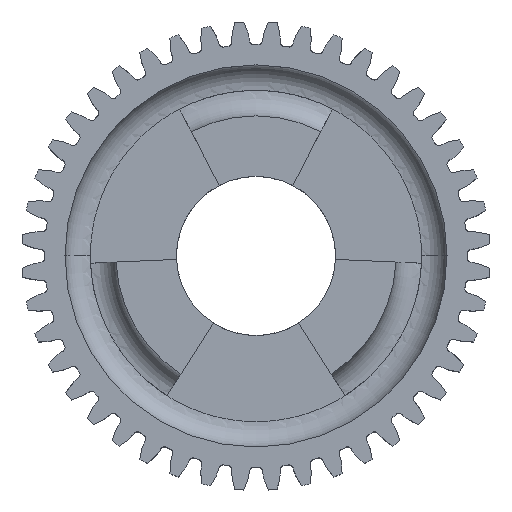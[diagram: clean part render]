
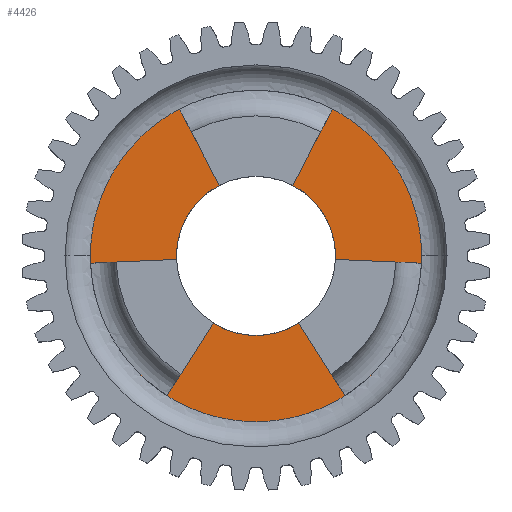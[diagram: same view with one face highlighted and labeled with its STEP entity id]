
A CAD part, top view. The second image highlights one B-rep face of the part: STEP entity #4426.
In plain terms, the highlighted planar face has unit normal (0, 0, 1).
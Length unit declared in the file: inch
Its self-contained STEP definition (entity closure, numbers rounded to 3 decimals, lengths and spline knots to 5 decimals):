
#148 = CIRCLE ( 'NONE', #4860, 0.39063 ) ;
#355 = ORIENTED_EDGE ( 'NONE', *, *, #5596, .F. ) ;
#475 = DIRECTION ( 'NONE',  ( 0.462, 0.887, 0. ) ) ;
#493 = CARTESIAN_POINT ( 'NONE',  ( -0.39063, 0., 0.0375 ) ) ;
#577 = CARTESIAN_POINT ( 'NONE',  ( 0., 0., 0.0375 ) ) ;
#692 = DIRECTION ( 'NONE',  ( -1., 0., 0. ) ) ;
#712 = DIRECTION ( 'NONE',  ( 0., 0., 1. ) ) ;
#716 = CARTESIAN_POINT ( 'NONE',  ( 0., 0., 0.0375 ) ) ;
#819 = CARTESIAN_POINT ( 'NONE',  ( -0.37517, 0.7207, 0.0375 ) ) ;
#867 = CARTESIAN_POINT ( 'NONE',  ( 0.81292, 0., 0.0375 ) ) ;
#1018 = DIRECTION ( 'NONE',  ( 0., 0., -1. ) ) ;
#1070 = VERTEX_POINT ( 'NONE', #7185 ) ;
#1100 = EDGE_CURVE ( 'NONE', #11628, #7951, #8279, .T. ) ;
#1484 = EDGE_CURVE ( 'NONE', #8772, #8861, #7388, .T. ) ;
#1539 = CARTESIAN_POINT ( 'NONE',  ( 0., 0., 0.0375 ) ) ;
#1567 = CIRCLE ( 'NONE', #16154, 0.8125 ) ;
#1576 = EDGE_CURVE ( 'NONE', #17318, #8310, #14784, .T. ) ;
#1914 = DIRECTION ( 'NONE',  ( 0., 0., 1. ) ) ;
#1984 = CARTESIAN_POINT ( 'NONE',  ( 0.20988, -0.32945, 0.0375 ) ) ;
#2003 = CARTESIAN_POINT ( 'NONE',  ( 0., 0., 0.0375 ) ) ;
#2010 = DIRECTION ( 'NONE',  ( -1., 0., 0. ) ) ;
#2012 = CARTESIAN_POINT ( 'NONE',  ( 0.18037, 0.34649, 0.0375 ) ) ;
#2061 = DIRECTION ( 'NONE',  ( 0.462, -0.887, 0. ) ) ;
#2124 = CARTESIAN_POINT ( 'NONE',  ( -0.18037, 0.34649, 0.0375 ) ) ;
#2197 = DIRECTION ( 'NONE',  ( 0., 0., 1. ) ) ;
#2532 = EDGE_CURVE ( 'NONE', #8861, #8256, #8046, .T. ) ;
#2575 = ORIENTED_EDGE ( 'NONE', *, *, #13838, .T. ) ;
#2660 = CIRCLE ( 'NONE', #8365, 0.81292 ) ;
#2792 = CIRCLE ( 'NONE', #6386, 0.8125 ) ;
#2949 = DIRECTION ( 'NONE',  ( -1., 0., 0. ) ) ;
#3248 = DIRECTION ( 'NONE',  ( -0.999, -0.044, 0. ) ) ;
#3291 = DIRECTION ( 'NONE',  ( 0., 0., -1. ) ) ;
#3373 = CARTESIAN_POINT ( 'NONE',  ( -0.39025, -0.01704, 0.0375 ) ) ;
#3405 = DIRECTION ( 'NONE',  ( -1., 0., 0. ) ) ;
#3441 = ORIENTED_EDGE ( 'NONE', *, *, #1100, .F. ) ;
#3490 = CARTESIAN_POINT ( 'NONE',  ( 0., 0., 0.0375 ) ) ;
#3586 = EDGE_CURVE ( 'NONE', #4368, #12495, #5449, .T. ) ;
#3652 = VERTEX_POINT ( 'NONE', #3373 ) ;
#3713 = VECTOR ( 'NONE', #2061, 39.37008 ) ;
#3854 = AXIS2_PLACEMENT_3D ( 'NONE', #3490, #13175, #4900 ) ;
#4368 = VERTEX_POINT ( 'NONE', #2012 ) ;
#4426 = ADVANCED_FACE ( 'NONE', ( #7374, #17610 ), #13877, .F. ) ;
#4496 = ORIENTED_EDGE ( 'NONE', *, *, #1576, .T. ) ;
#4547 = EDGE_CURVE ( 'NONE', #8249, #11628, #16738, .T. ) ;
#4585 = VECTOR ( 'NONE', #5250, 39.37008 ) ;
#4655 = CARTESIAN_POINT ( 'NONE',  ( -0.68685, -0.02999, 0.0375 ) ) ;
#4754 = EDGE_LOOP ( 'NONE', ( #16711, #2575, #17384, #355, #14506, #5729, #6404, #13928, #6998, #15478, #6009, #16857, #3441, #7018 ) ) ;
#4860 = AXIS2_PLACEMENT_3D ( 'NONE', #10548, #2197, #11907 ) ;
#4900 = DIRECTION ( 'NONE',  ( -1., 0., 0. ) ) ;
#5100 = EDGE_CURVE ( 'NONE', #17171, #1070, #5658, .T. ) ;
#5250 = DIRECTION ( 'NONE',  ( 0.537, -0.843, 0. ) ) ;
#5276 = VECTOR ( 'NONE', #13677, 39.37008 ) ;
#5449 = LINE ( 'NONE', #16881, #9584 ) ;
#5568 = EDGE_CURVE ( 'NONE', #12110, #17171, #14531, .T. ) ;
#5596 = EDGE_CURVE ( 'NONE', #8256, #3652, #148, .T. ) ;
#5658 = CIRCLE ( 'NONE', #17315, 0.39063 ) ;
#5729 = ORIENTED_EDGE ( 'NONE', *, *, #1484, .F. ) ;
#6009 = ORIENTED_EDGE ( 'NONE', *, *, #5568, .F. ) ;
#6136 = AXIS2_PLACEMENT_3D ( 'NONE', #12832, #15281, #6962 ) ;
#6386 = AXIS2_PLACEMENT_3D ( 'NONE', #9391, #1018, #10802 ) ;
#6404 = ORIENTED_EDGE ( 'NONE', *, *, #16605, .T. ) ;
#6866 = VERTEX_POINT ( 'NONE', #17649 ) ;
#6953 = EDGE_CURVE ( 'NONE', #12110, #7951, #2792, .T. ) ;
#6962 = DIRECTION ( 'NONE',  ( -1., 0., 0. ) ) ;
#6998 = ORIENTED_EDGE ( 'NONE', *, *, #11376, .F. ) ;
#7018 = ORIENTED_EDGE ( 'NONE', *, *, #4547, .F. ) ;
#7143 = VECTOR ( 'NONE', #16042, 39.37008 ) ;
#7176 = AXIS2_PLACEMENT_3D ( 'NONE', #10278, #1914, #11629 ) ;
#7185 = CARTESIAN_POINT ( 'NONE',  ( 0.39063, 0., 0.0375 ) ) ;
#7220 = CARTESIAN_POINT ( 'NONE',  ( 0.36939, -0.57983, 0.0375 ) ) ;
#7313 = AXIS2_PLACEMENT_3D ( 'NONE', #7850, #17575, #9261 ) ;
#7374 = FACE_OUTER_BOUND ( 'NONE', #8862, .T. ) ;
#7388 = LINE ( 'NONE', #2124, #3713 ) ;
#7850 = CARTESIAN_POINT ( 'NONE',  ( 0., 0., 0.0375 ) ) ;
#7916 = CARTESIAN_POINT ( 'NONE',  ( -0.43656, -0.68526, 0.0375 ) ) ;
#7951 = VERTEX_POINT ( 'NONE', #11370 ) ;
#8046 = CIRCLE ( 'NONE', #3854, 0.39063 ) ;
#8249 = VERTEX_POINT ( 'NONE', #11234 ) ;
#8256 = VERTEX_POINT ( 'NONE', #493 ) ;
#8279 = LINE ( 'NONE', #7220, #4585 ) ;
#8310 = VERTEX_POINT ( 'NONE', #15413 ) ;
#8365 = AXIS2_PLACEMENT_3D ( 'NONE', #1539, #11275, #2949 ) ;
#8772 = VERTEX_POINT ( 'NONE', #819 ) ;
#8861 = VERTEX_POINT ( 'NONE', #13342 ) ;
#8862 = EDGE_LOOP ( 'NONE', ( #16076, #4496 ) ) ;
#8969 = LINE ( 'NONE', #12286, #5276 ) ;
#9261 = DIRECTION ( 'NONE',  ( -1., 0., 0. ) ) ;
#9391 = CARTESIAN_POINT ( 'NONE',  ( 0., 0., 0.0375 ) ) ;
#9584 = VECTOR ( 'NONE', #475, 39.37008 ) ;
#10278 = CARTESIAN_POINT ( 'NONE',  ( 0., 0., 0.0375 ) ) ;
#10367 = DIRECTION ( 'NONE',  ( 0., 0., 1. ) ) ;
#10517 = CARTESIAN_POINT ( 'NONE',  ( 0.37517, 0.7207, 0.0375 ) ) ;
#10548 = CARTESIAN_POINT ( 'NONE',  ( 0., 0., 0.0375 ) ) ;
#10802 = DIRECTION ( 'NONE',  ( -1., 0., 0. ) ) ;
#10804 = AXIS2_PLACEMENT_3D ( 'NONE', #2003, #11712, #3405 ) ;
#10952 = EDGE_CURVE ( 'NONE', #3652, #6866, #15693, .T. ) ;
#11234 = CARTESIAN_POINT ( 'NONE',  ( -0.20988, -0.32945, 0.0375 ) ) ;
#11275 = DIRECTION ( 'NONE',  ( 0., 0., 1. ) ) ;
#11370 = CARTESIAN_POINT ( 'NONE',  ( 0.43656, -0.68526, 0.0375 ) ) ;
#11376 = EDGE_CURVE ( 'NONE', #1070, #4368, #14375, .T. ) ;
#11556 = VECTOR ( 'NONE', #3248, 39.37008 ) ;
#11599 = CARTESIAN_POINT ( 'NONE',  ( 0., 0., 0.0375 ) ) ;
#11628 = VERTEX_POINT ( 'NONE', #1984 ) ;
#11629 = DIRECTION ( 'NONE',  ( -1., 0., 0. ) ) ;
#11712 = DIRECTION ( 'NONE',  ( 0., 0., 1. ) ) ;
#11907 = DIRECTION ( 'NONE',  ( -1., 0., 0. ) ) ;
#12110 = VERTEX_POINT ( 'NONE', #14541 ) ;
#12286 = CARTESIAN_POINT ( 'NONE',  ( -0.20988, -0.32945, 0.0375 ) ) ;
#12495 = VERTEX_POINT ( 'NONE', #10517 ) ;
#12535 = EDGE_CURVE ( 'NONE', #16809, #8249, #8969, .T. ) ;
#12832 = CARTESIAN_POINT ( 'NONE',  ( 0., 0., 0.0375 ) ) ;
#12982 = DIRECTION ( 'NONE',  ( -1., 0., 0. ) ) ;
#13065 = CIRCLE ( 'NONE', #7313, 0.8125 ) ;
#13158 = CARTESIAN_POINT ( 'NONE',  ( 0.39025, -0.01704, 0.0375 ) ) ;
#13175 = DIRECTION ( 'NONE',  ( 0., 0., 1. ) ) ;
#13342 = CARTESIAN_POINT ( 'NONE',  ( -0.18037, 0.34649, 0.0375 ) ) ;
#13677 = DIRECTION ( 'NONE',  ( 0.537, 0.843, 0. ) ) ;
#13838 = EDGE_CURVE ( 'NONE', #16809, #6866, #1567, .T. ) ;
#13877 = PLANE ( 'NONE',  #6136 ) ;
#13928 = ORIENTED_EDGE ( 'NONE', *, *, #3586, .F. ) ;
#14375 = CIRCLE ( 'NONE', #7176, 0.39063 ) ;
#14396 = EDGE_CURVE ( 'NONE', #8310, #17318, #2660, .T. ) ;
#14506 = ORIENTED_EDGE ( 'NONE', *, *, #2532, .F. ) ;
#14531 = LINE ( 'NONE', #13158, #7143 ) ;
#14541 = CARTESIAN_POINT ( 'NONE',  ( 0.81173, -0.03544, 0.0375 ) ) ;
#14784 = CIRCLE ( 'NONE', #17257, 0.81292 ) ;
#15281 = DIRECTION ( 'NONE',  ( 0., 0., -1. ) ) ;
#15413 = CARTESIAN_POINT ( 'NONE',  ( -0.81292, 0., 0.0375 ) ) ;
#15478 = ORIENTED_EDGE ( 'NONE', *, *, #5100, .F. ) ;
#15693 = LINE ( 'NONE', #4655, #11556 ) ;
#16042 = DIRECTION ( 'NONE',  ( -0.999, 0.044, 0. ) ) ;
#16076 = ORIENTED_EDGE ( 'NONE', *, *, #14396, .T. ) ;
#16109 = CARTESIAN_POINT ( 'NONE',  ( 0.39025, -0.01704, 0.0375 ) ) ;
#16154 = AXIS2_PLACEMENT_3D ( 'NONE', #11599, #3291, #12982 ) ;
#16605 = EDGE_CURVE ( 'NONE', #8772, #12495, #13065, .T. ) ;
#16711 = ORIENTED_EDGE ( 'NONE', *, *, #12535, .F. ) ;
#16738 = CIRCLE ( 'NONE', #10804, 0.39063 ) ;
#16809 = VERTEX_POINT ( 'NONE', #7916 ) ;
#16857 = ORIENTED_EDGE ( 'NONE', *, *, #6953, .T. ) ;
#16881 = CARTESIAN_POINT ( 'NONE',  ( 0.31745, 0.60982, 0.0375 ) ) ;
#17171 = VERTEX_POINT ( 'NONE', #16109 ) ;
#17257 = AXIS2_PLACEMENT_3D ( 'NONE', #716, #712, #692 ) ;
#17315 = AXIS2_PLACEMENT_3D ( 'NONE', #577, #10367, #2010 ) ;
#17318 = VERTEX_POINT ( 'NONE', #867 ) ;
#17384 = ORIENTED_EDGE ( 'NONE', *, *, #10952, .F. ) ;
#17575 = DIRECTION ( 'NONE',  ( 0., 0., -1. ) ) ;
#17610 = FACE_BOUND ( 'NONE', #4754, .T. ) ;
#17649 = CARTESIAN_POINT ( 'NONE',  ( -0.81173, -0.03544, 0.0375 ) ) ;
